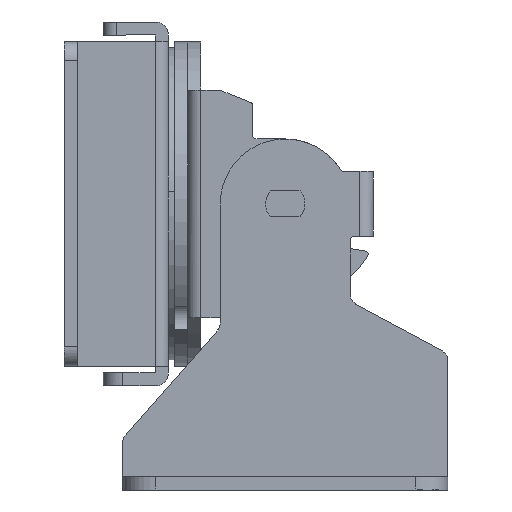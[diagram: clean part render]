
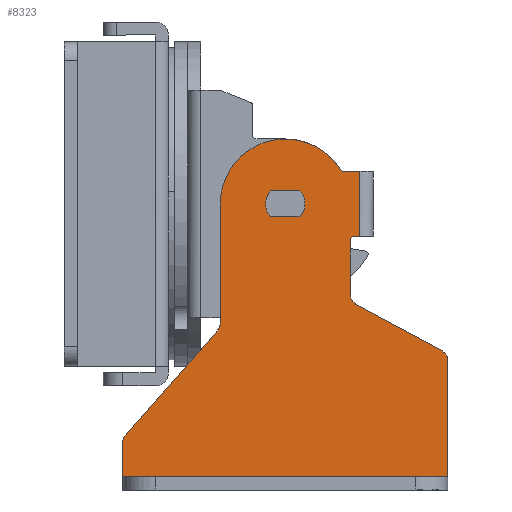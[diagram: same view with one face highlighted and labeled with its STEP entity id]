
A CAD part, left-side view. The second image highlights one B-rep face of the part: STEP entity #8323.
In plain terms, the highlighted free-form (B-spline) face has degree [1, 1] with [2, 2] control points.
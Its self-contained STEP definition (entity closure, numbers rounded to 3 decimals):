
#7321=CARTESIAN_POINT('',(-32.0,-45.5,5.));
#7322=VERTEX_POINT('',#7321);
#7338=CARTESIAN_POINT('',(-32.0,-45.5,-5.));
#7339=VERTEX_POINT('',#7338);
#7340=CARTESIAN_POINT('',(-32.0,-45.5,-5.));
#7341=CARTESIAN_POINT('',(-32.0,-45.5,5.));
#7342=QUASI_UNIFORM_CURVE('',1,(#7340,#7341),.UNSPECIFIED.,.F.,.U.);
#7343=EDGE_CURVE('',#7339,#7322,#7342,.T.);
#7554=CARTESIAN_POINT('',(-32.0,-36.269,-2.));
#7555=VERTEX_POINT('',#7554);
#7556=CARTESIAN_POINT('',(-32.0,-36.269,2.));
#7557=VERTEX_POINT('',#7556);
#7558=CARTESIAN_POINT('',(-32.0,-36.269,-2.));
#7559=CARTESIAN_POINT('',(-32.,-38.032,0.));
#7560=CARTESIAN_POINT('',(-32.0,-36.269,2.));
#7568=(BOUNDED_CURVE()B_SPLINE_CURVE(2,(#7558,#7559,#7560),.UNSPECIFIED.,.F.,.U.)CURVE()GEOMETRIC_REPRESENTATION_ITEM()QUASI_UNIFORM_CURVE()RATIONAL_B_SPLINE_CURVE((1.0,0.75,1.0))REPRESENTATION_ITEM(''));
#7569=EDGE_CURVE('',#7555,#7557,#7568,.T.);
#7615=CARTESIAN_POINT('',(-32.0,-59.0,-24.2));
#7616=VERTEX_POINT('',#7615);
#7617=CARTESIAN_POINT('',(-32.0,-57.941,-22.435));
#7618=VERTEX_POINT('',#7617);
#7619=CARTESIAN_POINT('',(-32.0,-59.,-24.2));
#7620=CARTESIAN_POINT('',(-32.,-59.,-23.));
#7621=CARTESIAN_POINT('',(-32.0,-57.941,-22.435));
#7629=(BOUNDED_CURVE()B_SPLINE_CURVE(2,(#7619,#7620,#7621),.UNSPECIFIED.,.F.,.U.)CURVE()GEOMETRIC_REPRESENTATION_ITEM()QUASI_UNIFORM_CURVE()RATIONAL_B_SPLINE_CURVE((1.0,0.857,1.0))REPRESENTATION_ITEM(''));
#7630=EDGE_CURVE('',#7616,#7618,#7629,.T.);
#7667=CARTESIAN_POINT('',(-32.0,-45.059,-15.565));
#7668=VERTEX_POINT('',#7667);
#7669=CARTESIAN_POINT('',(-32.0,-45.059,-15.565));
#7670=CARTESIAN_POINT('',(-32.0,-57.941,-22.435));
#7671=QUASI_UNIFORM_CURVE('',1,(#7669,#7670),.UNSPECIFIED.,.F.,.U.);
#7672=EDGE_CURVE('',#7668,#7618,#7671,.T.);
#7704=CARTESIAN_POINT('',(-32.0,-44.0,-13.8));
#7705=VERTEX_POINT('',#7704);
#7706=CARTESIAN_POINT('',(-32.0,-44.0,-13.8));
#7707=CARTESIAN_POINT('',(-32.0,-44.0,-15.));
#7708=CARTESIAN_POINT('',(-32.0,-45.059,-15.565));
#7716=(BOUNDED_CURVE()B_SPLINE_CURVE(2,(#7706,#7707,#7708),.UNSPECIFIED.,.F.,.U.)CURVE()GEOMETRIC_REPRESENTATION_ITEM()QUASI_UNIFORM_CURVE()RATIONAL_B_SPLINE_CURVE((1.0,0.857,1.0))REPRESENTATION_ITEM(''));
#7717=EDGE_CURVE('',#7705,#7668,#7716,.T.);
#7748=CARTESIAN_POINT('',(-32.0,-44.0,-5.5));
#7749=VERTEX_POINT('',#7748);
#7750=CARTESIAN_POINT('',(-32.0,-44.0,-5.5));
#7751=CARTESIAN_POINT('',(-32.0,-44.0,-13.8));
#7752=QUASI_UNIFORM_CURVE('',1,(#7750,#7751),.UNSPECIFIED.,.F.,.U.);
#7753=EDGE_CURVE('',#7749,#7705,#7752,.T.);
#7785=CARTESIAN_POINT('',(-32.0,-44.5,-5.));
#7786=VERTEX_POINT('',#7785);
#7787=CARTESIAN_POINT('',(-32.0,-44.5,-5.));
#7788=CARTESIAN_POINT('',(-32.,-44.,-5.));
#7789=CARTESIAN_POINT('',(-32.0,-44.0,-5.5));
#7797=(BOUNDED_CURVE()B_SPLINE_CURVE(2,(#7787,#7788,#7789),.UNSPECIFIED.,.F.,.U.)CURVE()GEOMETRIC_REPRESENTATION_ITEM()QUASI_UNIFORM_CURVE()RATIONAL_B_SPLINE_CURVE((1.0,0.707,1.0))REPRESENTATION_ITEM(''));
#7798=EDGE_CURVE('',#7786,#7749,#7797,.T.);
#7835=CARTESIAN_POINT('',(-32.0,-45.5,-5.));
#7836=CARTESIAN_POINT('',(-32.0,-44.5,-5.));
#7837=QUASI_UNIFORM_CURVE('',1,(#7835,#7836),.UNSPECIFIED.,.F.,.U.);
#7838=EDGE_CURVE('',#7339,#7786,#7837,.T.);
#7874=CARTESIAN_POINT('',(-32.0,-42.944,5.));
#7875=VERTEX_POINT('',#7874);
#7876=CARTESIAN_POINT('',(-32.0,-42.944,5.));
#7877=CARTESIAN_POINT('',(-32.0,-45.5,5.));
#7878=QUASI_UNIFORM_CURVE('',1,(#7876,#7877),.UNSPECIFIED.,.F.,.U.);
#7879=EDGE_CURVE('',#7875,#7322,#7878,.T.);
#7914=CARTESIAN_POINT('',(-32.0,-42.518,5.238));
#7915=VERTEX_POINT('',#7914);
#7916=CARTESIAN_POINT('',(-32.0,-42.518,5.238));
#7917=CARTESIAN_POINT('',(-32.,-42.665,5.));
#7918=CARTESIAN_POINT('',(-32.0,-42.944,5.));
#7926=(BOUNDED_CURVE()B_SPLINE_CURVE(2,(#7916,#7917,#7918),.UNSPECIFIED.,.F.,.U.)CURVE()GEOMETRIC_REPRESENTATION_ITEM()QUASI_UNIFORM_CURVE()RATIONAL_B_SPLINE_CURVE((1.0,0.873,1.0))REPRESENTATION_ITEM(''));
#7927=EDGE_CURVE('',#7915,#7875,#7926,.T.);
#7971=CARTESIAN_POINT('',(-32.0,-24.0,0.));
#7972=VERTEX_POINT('',#7971);
#7973=CARTESIAN_POINT('',(-32.0,-42.518,5.238));
#7974=CARTESIAN_POINT('',(-32.0,-38.556,11.681));
#7975=CARTESIAN_POINT('',(-32.0,-31.278,9.622));
#7976=CARTESIAN_POINT('',(-32.0,-24.,7.564));
#7977=CARTESIAN_POINT('',(-32.0,-24.0,0.));
#7985=(BOUNDED_CURVE()B_SPLINE_CURVE(2,(#7973,#7974,#7975,#7976,#7977),.UNSPECIFIED.,.F.,.U.)B_SPLINE_CURVE_WITH_KNOTS((3,2,3),(0.0,0.5,1.0),.UNSPECIFIED.)CURVE()GEOMETRIC_REPRESENTATION_ITEM()RATIONAL_B_SPLINE_CURVE((1.0,0.798,1.0,0.798,1.0))REPRESENTATION_ITEM(''));
#7986=EDGE_CURVE('',#7915,#7972,#7985,.T.);
#8019=CARTESIAN_POINT('',(-32.0,-24.0,-18.244));
#8020=VERTEX_POINT('',#8019);
#8021=CARTESIAN_POINT('',(-32.0,-24.0,-18.244));
#8022=CARTESIAN_POINT('',(-32.0,-24.0,0.));
#8023=QUASI_UNIFORM_CURVE('',1,(#8021,#8022),.UNSPECIFIED.,.F.,.U.);
#8024=EDGE_CURVE('',#8020,#7972,#8023,.T.);
#8056=CARTESIAN_POINT('',(-32.0,-23.5,-19.567));
#8057=VERTEX_POINT('',#8056);
#8058=CARTESIAN_POINT('',(-32.0,-23.5,-19.567));
#8059=CARTESIAN_POINT('',(-32.0,-24.,-19.));
#8060=CARTESIAN_POINT('',(-32.0,-24.0,-18.244));
#8068=(BOUNDED_CURVE()B_SPLINE_CURVE(2,(#8058,#8059,#8060),.UNSPECIFIED.,.F.,.U.)CURVE()GEOMETRIC_REPRESENTATION_ITEM()QUASI_UNIFORM_CURVE()RATIONAL_B_SPLINE_CURVE((1.0,0.935,1.0))REPRESENTATION_ITEM(''));
#8069=EDGE_CURVE('',#8057,#8020,#8068,.T.);
#8100=CARTESIAN_POINT('',(-32.0,-9.5,-35.433));
#8101=VERTEX_POINT('',#8100);
#8102=CARTESIAN_POINT('',(-32.0,-9.5,-35.433));
#8103=CARTESIAN_POINT('',(-32.0,-23.5,-19.567));
#8104=QUASI_UNIFORM_CURVE('',1,(#8102,#8103),.UNSPECIFIED.,.F.,.U.);
#8105=EDGE_CURVE('',#8101,#8057,#8104,.T.);
#8137=CARTESIAN_POINT('',(-32.0,-9.,-36.756));
#8138=VERTEX_POINT('',#8137);
#8139=CARTESIAN_POINT('',(-32.0,-9.5,-35.433));
#8140=CARTESIAN_POINT('',(-32.,-9.,-36.));
#8141=CARTESIAN_POINT('',(-32.0,-9.,-36.756));
#8149=(BOUNDED_CURVE()B_SPLINE_CURVE(2,(#8139,#8140,#8141),.UNSPECIFIED.,.F.,.U.)CURVE()GEOMETRIC_REPRESENTATION_ITEM()QUASI_UNIFORM_CURVE()RATIONAL_B_SPLINE_CURVE((1.0,0.935,1.0))REPRESENTATION_ITEM(''));
#8150=EDGE_CURVE('',#8101,#8138,#8149,.T.);
#8181=CARTESIAN_POINT('',(-32.0,-31.731,-2.));
#8182=VERTEX_POINT('',#8181);
#8183=CARTESIAN_POINT('',(-32.0,-31.731,-2.));
#8184=CARTESIAN_POINT('',(-32.0,-36.269,-2.));
#8185=QUASI_UNIFORM_CURVE('',1,(#8183,#8184),.UNSPECIFIED.,.F.,.U.);
#8186=EDGE_CURVE('',#8182,#7555,#8185,.T.);
#8218=CARTESIAN_POINT('',(-32.0,-31.731,2.));
#8219=VERTEX_POINT('',#8218);
#8220=CARTESIAN_POINT('',(-32.0,-31.731,2.));
#8221=CARTESIAN_POINT('',(-32.,-29.968,0.));
#8222=CARTESIAN_POINT('',(-32.0,-31.731,-2.));
#8230=(BOUNDED_CURVE()B_SPLINE_CURVE(2,(#8220,#8221,#8222),.UNSPECIFIED.,.F.,.U.)CURVE()GEOMETRIC_REPRESENTATION_ITEM()QUASI_UNIFORM_CURVE()RATIONAL_B_SPLINE_CURVE((1.0,0.75,1.0))REPRESENTATION_ITEM(''));
#8231=EDGE_CURVE('',#8219,#8182,#8230,.T.);
#8262=CARTESIAN_POINT('',(-32.0,-36.269,2.));
#8263=CARTESIAN_POINT('',(-32.0,-31.731,2.));
#8264=QUASI_UNIFORM_CURVE('',1,(#8262,#8263),.UNSPECIFIED.,.F.,.U.);
#8265=EDGE_CURVE('',#7557,#8219,#8264,.T.);
#8277=CARTESIAN_POINT('',(-32.0,-6.503,-44.597));
#8278=CARTESIAN_POINT('',(-32.0,-61.498,-44.597));
#8279=CARTESIAN_POINT('',(-32.0,-6.503,12.596));
#8280=CARTESIAN_POINT('',(-32.0,-61.498,12.596));
#8281=B_SPLINE_SURFACE_WITH_KNOTS('',1,1,((#8277,#8279),(#8278,#8280)),.UNSPECIFIED.,.F.,.F.,.U.,(2,2),(2,2),(0.0,54.995),(0.0,57.193),.UNSPECIFIED.);
#8282=ORIENTED_EDGE('',*,*,#7838,.F.);
#8283=ORIENTED_EDGE('',*,*,#7343,.T.);
#8284=ORIENTED_EDGE('',*,*,#7879,.F.);
#8285=ORIENTED_EDGE('',*,*,#7927,.F.);
#8286=ORIENTED_EDGE('',*,*,#7986,.T.);
#8287=ORIENTED_EDGE('',*,*,#8024,.F.);
#8288=ORIENTED_EDGE('',*,*,#8069,.F.);
#8289=ORIENTED_EDGE('',*,*,#8105,.F.);
#8290=ORIENTED_EDGE('',*,*,#8150,.T.);
#8291=CARTESIAN_POINT('',(-32.0,-9.,-42.0));
#8292=VERTEX_POINT('',#8291);
#8293=CARTESIAN_POINT('',(-32.0,-9.,-42.0));
#8294=CARTESIAN_POINT('',(-32.0,-9.,-36.756));
#8295=QUASI_UNIFORM_CURVE('',1,(#8293,#8294),.UNSPECIFIED.,.F.,.U.);
#8296=EDGE_CURVE('',#8292,#8138,#8295,.T.);
#8297=ORIENTED_EDGE('',*,*,#8296,.F.);
#8298=CARTESIAN_POINT('',(-32.0,-59.0,-42.0));
#8299=VERTEX_POINT('',#8298);
#8300=CARTESIAN_POINT('',(-32.0,-59.0,-42.0));
#8301=CARTESIAN_POINT('',(-32.0,-9.,-42.0));
#8302=QUASI_UNIFORM_CURVE('',1,(#8300,#8301),.UNSPECIFIED.,.F.,.U.);
#8303=EDGE_CURVE('',#8299,#8292,#8302,.T.);
#8304=ORIENTED_EDGE('',*,*,#8303,.F.);
#8305=CARTESIAN_POINT('',(-32.0,-59.0,-24.2));
#8306=CARTESIAN_POINT('',(-32.0,-59.0,-42.0));
#8307=QUASI_UNIFORM_CURVE('',1,(#8305,#8306),.UNSPECIFIED.,.F.,.U.);
#8308=EDGE_CURVE('',#7616,#8299,#8307,.T.);
#8309=ORIENTED_EDGE('',*,*,#8308,.F.);
#8310=ORIENTED_EDGE('',*,*,#7630,.T.);
#8311=ORIENTED_EDGE('',*,*,#7672,.F.);
#8312=ORIENTED_EDGE('',*,*,#7717,.F.);
#8313=ORIENTED_EDGE('',*,*,#7753,.F.);
#8314=ORIENTED_EDGE('',*,*,#7798,.F.);
#8315=EDGE_LOOP('',(#8282,#8283,#8284,#8285,#8286,#8287,#8288,#8289,#8290,#8297,#8304,#8309,#8310,#8311,#8312,#8313,#8314));
#8316=FACE_OUTER_BOUND('',#8315,.T.);
#8317=ORIENTED_EDGE('',*,*,#8265,.F.);
#8318=ORIENTED_EDGE('',*,*,#7569,.F.);
#8319=ORIENTED_EDGE('',*,*,#8186,.F.);
#8320=ORIENTED_EDGE('',*,*,#8231,.F.);
#8321=EDGE_LOOP('',(#8317,#8318,#8319,#8320));
#8322=FACE_BOUND('',#8321,.T.);
#8323=ADVANCED_FACE('',(#8316,#8322),#8281,.T.);
